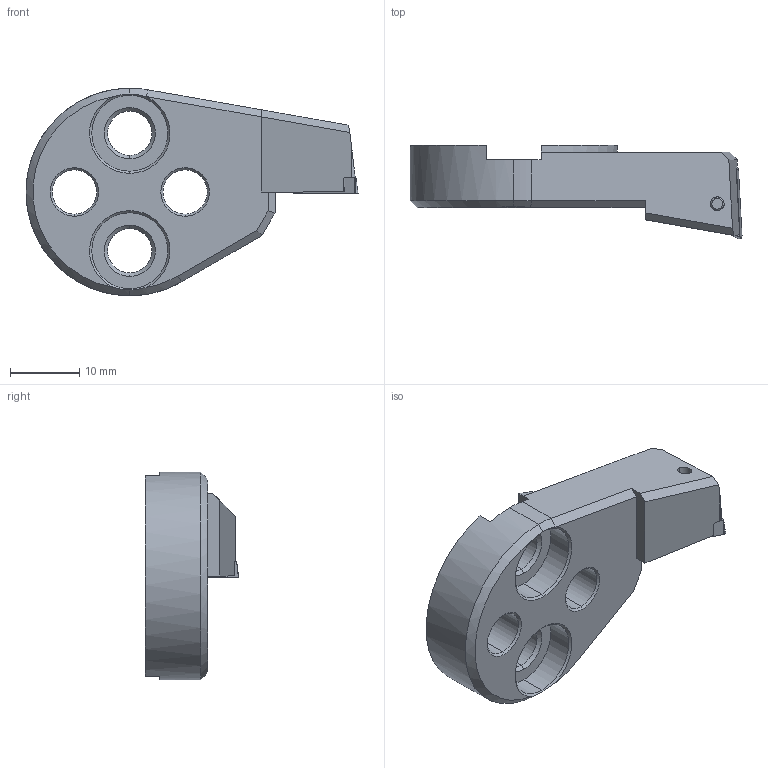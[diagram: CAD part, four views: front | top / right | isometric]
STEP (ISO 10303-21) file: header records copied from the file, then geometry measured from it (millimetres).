
FILE_DESCRIPTION(('no description'),'unknown implementation level');
FILE_NAME('983A6C56-B7ED-4814-87CB-C4BDF31E56A8_export.stp',' ',('CIMSOURCE GmbH'),('CADClick - KiM GmbH - www.kimweb.de'),'unknown preprocess','ACIS','unknown authorization');
FILE_SCHEMA(('automotive_design'));
Length unit declared in the file: millimetre
Products named in the file (3): 626.908 Kaiser EK 80-104 TC11|694.122 Kaiser ETL M2.5x6.5 T7 IP 10S;Kreismuster1; 626.908 Kaiser EK 80-104 TC11|655.383 Kaiser TCGT 110204 K10C;Kombinieren1; 626.908 Kaiser EK 80-104 TC11|626.908 Kaiser EK 80-104 TC11;Fase4
Bounding box: 48 x 13.5 x 30 mm (x, y, z)
Volume: 6831.7 mm3; surface area: 4000.5 mm2
Topology: 3 solids, 3 shells, 140 faces, 343 edges, 212 vertices
Faces by surface type: cylinder 48, plane 47, cone 39, torus 6
Entity records: 8133 total; most frequent: DIRECTION 779, CARTESIAN_POINT 730, STYLED_ITEM 698, PRESENTATION_STYLE_ASSIGNMENT 698, COLOUR_RGB 698, ORIENTED_EDGE 686, EDGE_CURVE 343, CURVE_STYLE 343
